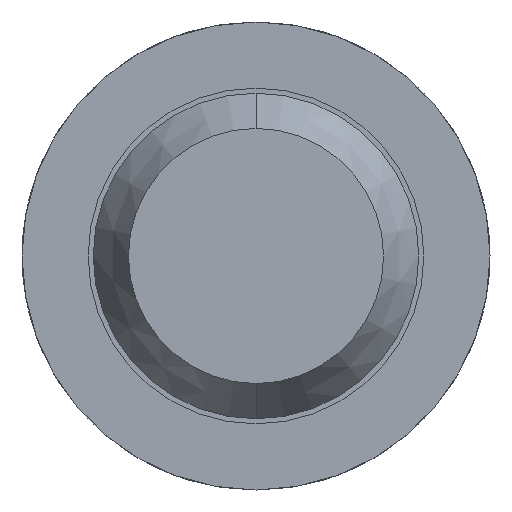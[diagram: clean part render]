
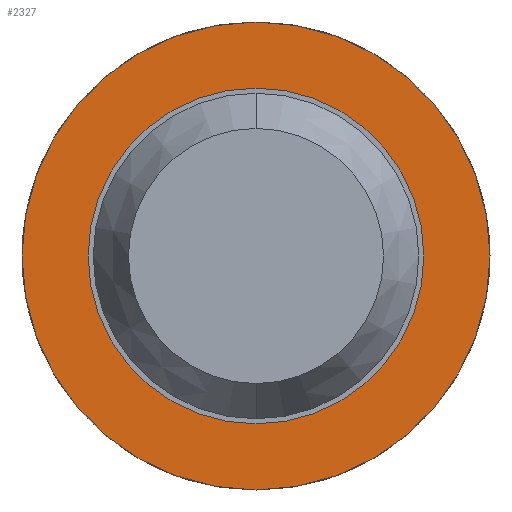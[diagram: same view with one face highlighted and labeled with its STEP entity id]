
A CAD part, front view. The second image highlights one B-rep face of the part: STEP entity #2327.
In plain terms, the highlighted planar face has unit normal (0, -1, 0).
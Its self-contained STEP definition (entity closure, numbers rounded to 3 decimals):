
#53 = CARTESIAN_POINT ( 'NONE',  ( 0., -1.7, 0. ) ) ;
#252 = CARTESIAN_POINT ( 'NONE',  ( 0., -1.7, 0.825 ) ) ;
#411 = DIRECTION ( 'NONE',  ( 0., 0., 1. ) ) ;
#473 = AXIS2_PLACEMENT_3D ( 'NONE', #3919, #2800, #2033 ) ;
#506 = DIRECTION ( 'NONE',  ( 0., 0., 1. ) ) ;
#519 = ORIENTED_EDGE ( 'NONE', *, *, #2152, .F. ) ;
#520 = DIRECTION ( 'NONE',  ( 0., 1., 0. ) ) ;
#610 = CARTESIAN_POINT ( 'NONE',  ( 0., -1.7, -0.825 ) ) ;
#776 = DIRECTION ( 'NONE',  ( 0., 0., 1. ) ) ;
#1109 = FACE_OUTER_BOUND ( 'NONE', #3559, .T. ) ;
#1230 = CARTESIAN_POINT ( 'NONE',  ( 0.825, -1.7, 0. ) ) ;
#1286 = CIRCLE ( 'NONE', #3796, 0.825 ) ;
#1515 = AXIS2_PLACEMENT_3D ( 'NONE', #2618, #1874, #411 ) ;
#1605 = AXIS2_PLACEMENT_3D ( 'NONE', #53, #2604, #776 ) ;
#1703 = EDGE_CURVE ( 'Defeature ausgef�hrt3_10+Defeature ausgef�hrt3_14+Defeature ausgef�hrt3_14+Defeature ausgef�hrt3_14', #2481, #3316, #2319, .T. ) ;
#1785 = DIRECTION ( 'NONE',  ( 0., 0., 1. ) ) ;
#1874 = DIRECTION ( 'NONE',  ( 0., 1., 0. ) ) ;
#1904 = EDGE_LOOP ( 'NONE', ( #2675, #4417 ) ) ;
#1968 = EDGE_CURVE ( 'Defeature ausgef�hrt3_14+Defeature ausgef�hrt3_13+Defeature ausgef�hrt3_13+Defeature ausgef�hrt3_13', #2392, #4469, #4081, .T. ) ;
#2033 = DIRECTION ( 'NONE',  ( 0., 0., 1. ) ) ;
#2101 = EDGE_CURVE ( 'Defeature ausgef�hrt3_14+Defeature ausgef�hrt3_13+Defeature ausgef�hrt3_13+Defeature ausgef�hrt3_13', #4469, #2392, #1286, .T. ) ;
#2152 = EDGE_CURVE ( 'Defeature ausgef�hrt3_10+Defeature ausgef�hrt3_14+Defeature ausgef�hrt3_14+Defeature ausgef�hrt3_14', #3316, #2481, #4611, .T. ) ;
#2183 = DIRECTION ( 'NONE',  ( 0., 1., 0. ) ) ;
#2319 = CIRCLE ( 'NONE', #473, 1.15 ) ;
#2327 = ADVANCED_FACE ( 'Defeature ausgef�hrt3_14', ( #1109, #2425 ), #3441, .F. ) ;
#2392 = VERTEX_POINT ( 'NONE', #610 ) ;
#2425 = FACE_BOUND ( 'NONE', #1904, .T. ) ;
#2481 = VERTEX_POINT ( 'NONE', #4302 ) ;
#2604 = DIRECTION ( 'NONE',  ( 0., 1., 0. ) ) ;
#2618 = CARTESIAN_POINT ( 'NONE',  ( 0., -1.7, 0. ) ) ;
#2675 = ORIENTED_EDGE ( 'NONE', *, *, #2101, .T. ) ;
#2800 = DIRECTION ( 'NONE',  ( 0., 1., 0. ) ) ;
#3290 = AXIS2_PLACEMENT_3D ( 'NONE', #1230, #520, #506 ) ;
#3316 = VERTEX_POINT ( 'NONE', #4374 ) ;
#3441 = PLANE ( 'NONE',  #3290 ) ;
#3559 = EDGE_LOOP ( 'NONE', ( #4607, #519 ) ) ;
#3796 = AXIS2_PLACEMENT_3D ( 'NONE', #4386, #2183, #1785 ) ;
#3919 = CARTESIAN_POINT ( 'NONE',  ( 0., -1.7, 0. ) ) ;
#4081 = CIRCLE ( 'NONE', #1605, 0.825 ) ;
#4302 = CARTESIAN_POINT ( 'NONE',  ( 0., -1.7, 1.15 ) ) ;
#4374 = CARTESIAN_POINT ( 'NONE',  ( 0., -1.7, -1.15 ) ) ;
#4386 = CARTESIAN_POINT ( 'NONE',  ( 0., -1.7, 0. ) ) ;
#4417 = ORIENTED_EDGE ( 'NONE', *, *, #1968, .T. ) ;
#4469 = VERTEX_POINT ( 'NONE', #252 ) ;
#4607 = ORIENTED_EDGE ( 'NONE', *, *, #1703, .F. ) ;
#4611 = CIRCLE ( 'NONE', #1515, 1.15 ) ;
